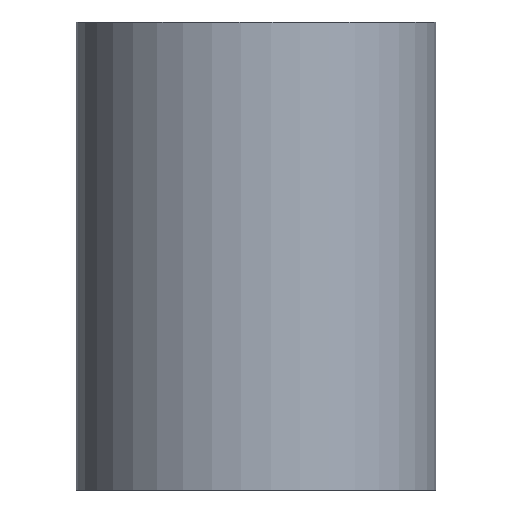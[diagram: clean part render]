
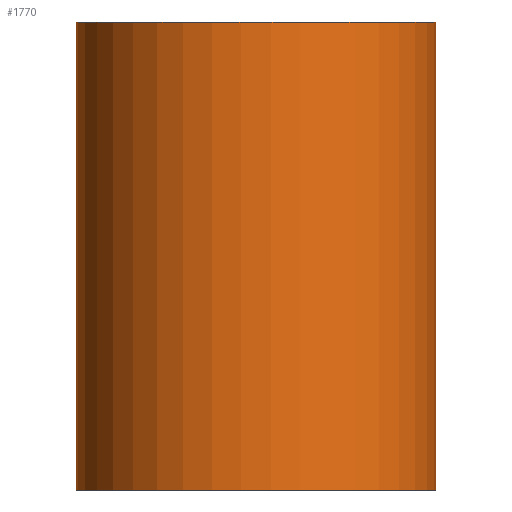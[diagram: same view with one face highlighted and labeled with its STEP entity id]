
A CAD part, front view. The second image highlights one B-rep face of the part: STEP entity #1770.
In plain terms, the highlighted cylindrical face has radius 15.875 mm (diameter 31.75 mm), a partial arc.
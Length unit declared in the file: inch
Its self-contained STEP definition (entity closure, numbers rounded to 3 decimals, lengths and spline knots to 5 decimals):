
#28 = CARTESIAN_POINT ( 'NONE',  ( -2., 0., 0.8125 ) ) ;
#29 = DIRECTION ( 'NONE',  ( 0., 0., 1. ) ) ;
#30 = DIRECTION ( 'NONE',  ( 1., 0., 0. ) ) ;
#126 = ORIENTED_EDGE ( 'NONE', *, *, #669, .F. ) ;
#130 = ORIENTED_EDGE ( 'NONE', *, *, #687, .T. ) ;
#160 = VECTOR ( 'NONE', #1356, 39.37008 ) ;
#173 = ORIENTED_EDGE ( 'NONE', *, *, #444, .F. ) ;
#181 = ORIENTED_EDGE ( 'NONE', *, *, #701, .T. ) ;
#184 = LINE ( 'NONE', #1374, #160 ) ;
#234 = AXIS2_PLACEMENT_3D ( 'NONE', #1210, #1211, #1208 ) ;
#444 = EDGE_CURVE ( 'NONE', #1048, #965, #184, .T. ) ;
#644 = FACE_OUTER_BOUND ( 'NONE', #957, .T. ) ;
#652 = CYLINDRICAL_SURFACE ( 'NONE', #234, 0.625 ) ;
#669 = EDGE_CURVE ( 'NONE', #1031, #1048, #839, .T. ) ;
#687 = EDGE_CURVE ( 'NONE', #1030, #965, #828, .T. ) ;
#701 = EDGE_CURVE ( 'NONE', #1031, #1030, #779, .T. ) ;
#728 = AXIS2_PLACEMENT_3D ( 'NONE', #1430, #1431, #1432 ) ;
#735 = AXIS2_PLACEMENT_3D ( 'NONE', #28, #29, #30 ) ;
#758 = VECTOR ( 'NONE', #1493, 39.37008 ) ;
#779 = LINE ( 'NONE', #1497, #758 ) ;
#828 = CIRCLE ( 'NONE', #728, 0.625 ) ;
#839 = CIRCLE ( 'NONE', #735, 0.625 ) ;
#957 = EDGE_LOOP ( 'NONE', ( #130, #173, #126, #181 ) ) ;
#965 = VERTEX_POINT ( 'NONE', #1607 ) ;
#1030 = VERTEX_POINT ( 'NONE', #1659 ) ;
#1031 = VERTEX_POINT ( 'NONE', #1660 ) ;
#1048 = VERTEX_POINT ( 'NONE', #1676 ) ;
#1208 = DIRECTION ( 'NONE',  ( -1., 0., 0. ) ) ;
#1210 = CARTESIAN_POINT ( 'NONE',  ( -2., 0., 0.8125 ) ) ;
#1211 = DIRECTION ( 'NONE',  ( 0., 0., -1. ) ) ;
#1356 = DIRECTION ( 'NONE',  ( 0., 0., -1. ) ) ;
#1374 = CARTESIAN_POINT ( 'NONE',  ( -1.37504, 0.00683, 0.8125 ) ) ;
#1430 = CARTESIAN_POINT ( 'NONE',  ( -2., 0., -0.8125 ) ) ;
#1431 = DIRECTION ( 'NONE',  ( 0., 0., 1. ) ) ;
#1432 = DIRECTION ( 'NONE',  ( 1., 0., 0. ) ) ;
#1493 = DIRECTION ( 'NONE',  ( 0., 0., -1. ) ) ;
#1497 = CARTESIAN_POINT ( 'NONE',  ( -2.62496, 0.00683, 0.8125 ) ) ;
#1607 = CARTESIAN_POINT ( 'NONE',  ( -1.37504, 0.00683, -0.8125 ) ) ;
#1659 = CARTESIAN_POINT ( 'NONE',  ( -2.62496, 0.00683, -0.8125 ) ) ;
#1660 = CARTESIAN_POINT ( 'NONE',  ( -2.62496, 0.00683, 0.8125 ) ) ;
#1676 = CARTESIAN_POINT ( 'NONE',  ( -1.37504, 0.00683, 0.8125 ) ) ;
#1770 = ADVANCED_FACE ( 'NONE', ( #644 ), #652, .T. ) ;
